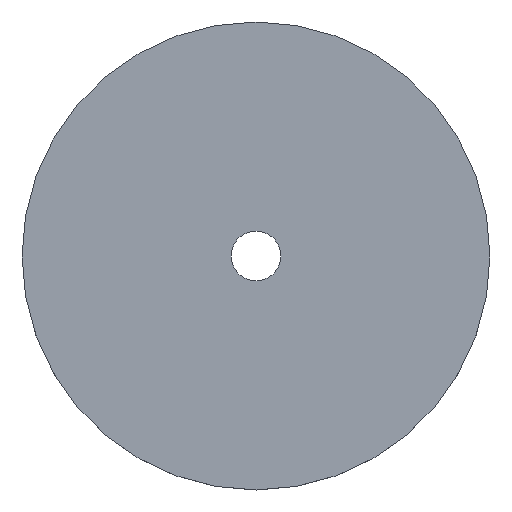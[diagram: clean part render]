
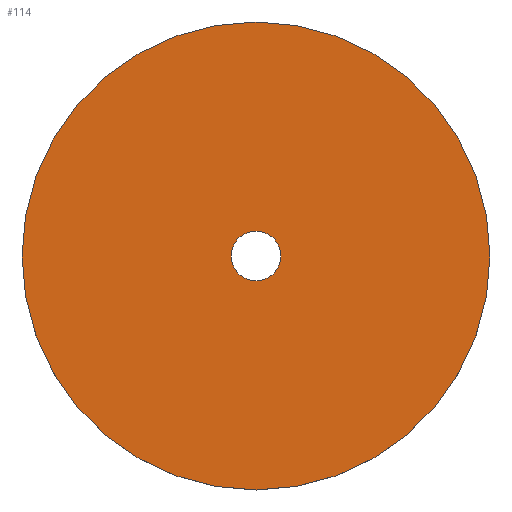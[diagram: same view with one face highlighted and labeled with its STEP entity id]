
A CAD part, top view. The second image highlights one B-rep face of the part: STEP entity #114.
In plain terms, the highlighted planar face has unit normal (0, 0, 1).
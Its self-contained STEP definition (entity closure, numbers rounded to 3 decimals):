
#18=FACE_BOUND('',#42,.T.);
#22=PLANE('',#132);
#30=FACE_OUTER_BOUND('',#41,.T.);
#41=EDGE_LOOP('',(#101));
#42=EDGE_LOOP('',(#102));
#52=CIRCLE('',#119,3.5);
#58=CIRCLE('',#130,32.9);
#60=VERTEX_POINT('',#175);
#66=VERTEX_POINT('',#195);
#69=EDGE_CURVE('',#60,#60,#52,.T.);
#77=EDGE_CURVE('',#66,#66,#58,.T.);
#101=ORIENTED_EDGE('',*,*,#77,.T.);
#102=ORIENTED_EDGE('',*,*,#69,.T.);
#114=ADVANCED_FACE('',(#30,#18),#22,.T.);
#119=AXIS2_PLACEMENT_3D('',#177,#140,#141);
#130=AXIS2_PLACEMENT_3D('',#196,#164,#165);
#132=AXIS2_PLACEMENT_3D('',#199,#169,#170);
#140=DIRECTION('center_axis',(0.,0.,-1.));
#141=DIRECTION('ref_axis',(-1.,0.,0.));
#164=DIRECTION('center_axis',(0.,0.,1.));
#165=DIRECTION('ref_axis',(-1.,0.,0.));
#169=DIRECTION('center_axis',(0.,0.,1.));
#170=DIRECTION('ref_axis',(-1.,0.,0.));
#175=CARTESIAN_POINT('',(3.5,0.,8.5));
#177=CARTESIAN_POINT('Origin',(0.,0.,8.5));
#195=CARTESIAN_POINT('',(32.9,0.,8.5));
#196=CARTESIAN_POINT('Origin',(0.,0.,
8.5));
#199=CARTESIAN_POINT('Origin',(0.,0.,
8.5));
